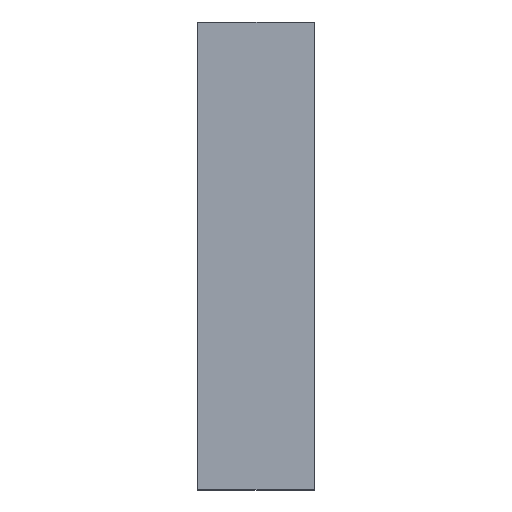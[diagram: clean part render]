
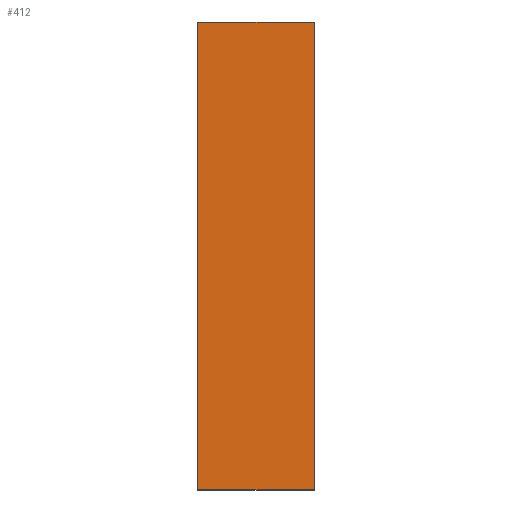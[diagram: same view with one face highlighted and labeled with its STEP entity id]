
A CAD part, left-side view. The second image highlights one B-rep face of the part: STEP entity #412.
In plain terms, the highlighted planar face has unit normal (-1, 0, 0).
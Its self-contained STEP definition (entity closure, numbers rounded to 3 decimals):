
#17 = CARTESIAN_POINT ( 'NONE',  ( -28., 0., 6. ) ) ;
#19 = LINE ( 'NONE', #309, #504 ) ;
#64 = ORIENTED_EDGE ( 'NONE', *, *, #145, .F. ) ;
#92 = VECTOR ( 'NONE', #709, 1000. ) ;
#119 = PLANE ( 'NONE',  #221 ) ;
#145 = EDGE_CURVE ( 'NONE', #462, #421, #19, .T. ) ;
#221 = AXIS2_PLACEMENT_3D ( 'NONE', #520, #299, #355 ) ;
#253 = DIRECTION ( 'NONE',  ( 0., -1., 0. ) ) ;
#276 = EDGE_CURVE ( 'NONE', #494, #456, #454, .T. ) ;
#296 = CARTESIAN_POINT ( 'NONE',  ( -28., 3., -6. ) ) ;
#299 = DIRECTION ( 'NONE',  ( 1., 0., 0. ) ) ;
#309 = CARTESIAN_POINT ( 'NONE',  ( -28., 3., -6. ) ) ;
#325 = ORIENTED_EDGE ( 'NONE', *, *, #276, .T. ) ;
#340 = VECTOR ( 'NONE', #253, 1000. ) ;
#355 = DIRECTION ( 'NONE',  ( 0., 0., -1. ) ) ;
#394 = EDGE_CURVE ( 'NONE', #462, #494, #543, .T. ) ;
#412 = ADVANCED_FACE ( 'NONE', ( #577 ), #119, .F. ) ;
#421 = VERTEX_POINT ( 'NONE', #519 ) ;
#427 = EDGE_CURVE ( 'NONE', #421, #456, #562, .T. ) ;
#454 = LINE ( 'NONE', #551, #697 ) ;
#456 = VERTEX_POINT ( 'NONE', #17 ) ;
#462 = VERTEX_POINT ( 'NONE', #652 ) ;
#494 = VERTEX_POINT ( 'NONE', #527 ) ;
#504 = VECTOR ( 'NONE', #669, 1000. ) ;
#513 = ORIENTED_EDGE ( 'NONE', *, *, #394, .T. ) ;
#519 = CARTESIAN_POINT ( 'NONE',  ( -28., 3., 6. ) ) ;
#520 = CARTESIAN_POINT ( 'NONE',  ( -28., 3., -6. ) ) ;
#521 = CARTESIAN_POINT ( 'NONE',  ( -28., 3., 6. ) ) ;
#527 = CARTESIAN_POINT ( 'NONE',  ( -28., 0., -6. ) ) ;
#543 = LINE ( 'NONE', #296, #92 ) ;
#551 = CARTESIAN_POINT ( 'NONE',  ( -28., 0., -6. ) ) ;
#562 = LINE ( 'NONE', #521, #340 ) ;
#577 = FACE_OUTER_BOUND ( 'NONE', #705, .T. ) ;
#614 = DIRECTION ( 'NONE',  ( 0., 0., 1. ) ) ;
#652 = CARTESIAN_POINT ( 'NONE',  ( -28., 3., -6. ) ) ;
#669 = DIRECTION ( 'NONE',  ( 0., 0., 1. ) ) ;
#697 = VECTOR ( 'NONE', #614, 1000. ) ;
#705 = EDGE_LOOP ( 'NONE', ( #325, #721, #64, #513 ) ) ;
#709 = DIRECTION ( 'NONE',  ( 0., -1., 0. ) ) ;
#721 = ORIENTED_EDGE ( 'NONE', *, *, #427, .F. ) ;
